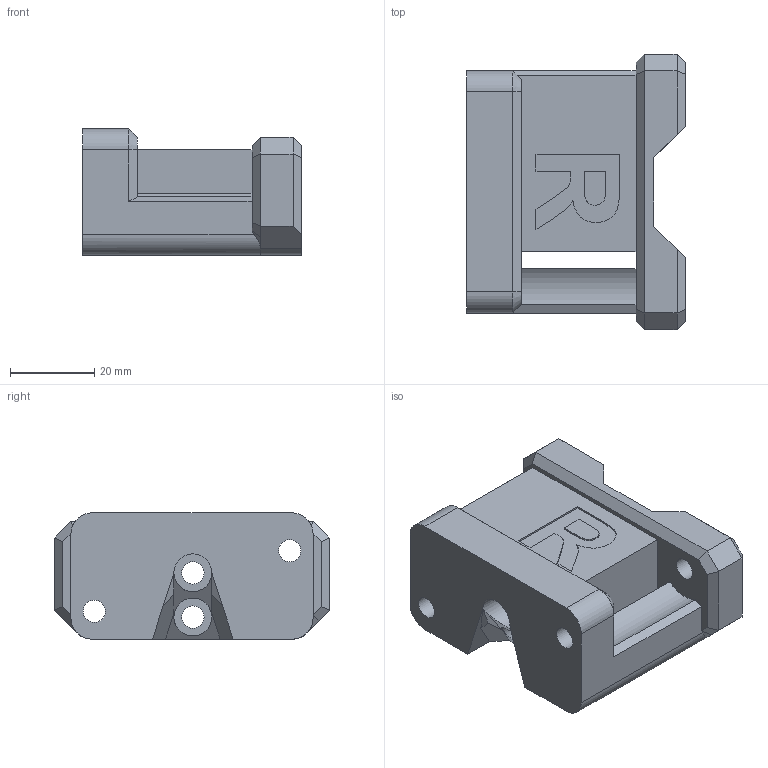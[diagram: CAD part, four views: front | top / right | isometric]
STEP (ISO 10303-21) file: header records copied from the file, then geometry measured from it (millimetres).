
FILE_DESCRIPTION(/* description */ (''),/* implementation_level */ '2;1');
FILE_NAME(/* name */ 'xy_joiner_right_3.1.step',/* time_stamp */ '2022-07-05T18:21:13+01:00',/* author */ (''),/* organization */ (''),/* preprocessor_version */ 'ST-DEVELOPER v19',/* originating_system */ 'Autodesk Translation Framework v11.7.0.108',/* authorisation */ '');
FILE_SCHEMA (('AUTOMOTIVE_DESIGN { 1 0 10303 214 3 1 1 }'));
Length unit declared in the file: millimetre
Products named in the file (1): xy_joiner_right_3.1
Bounding box: 52 x 65.5 x 30 mm (x, y, z)
Volume: 50512.4 mm3; surface area: 16386.5 mm2
Topology: 1 solids, 1 shells, 129 faces, 338 edges, 215 vertices
Faces by surface type: plane 88, cylinder 19, bspline 17, cone 5
Full cylindrical faces by diameter (mm): 5.3 x7, 9 x4
Entity records: 4209 total; most frequent: CARTESIAN_POINT 1061, ORIENTED_EDGE 676, DIRECTION 573, EDGE_CURVE 338, LINE 257, VECTOR 257, VERTEX_POINT 215, AXIS2_PLACEMENT_3D 158
